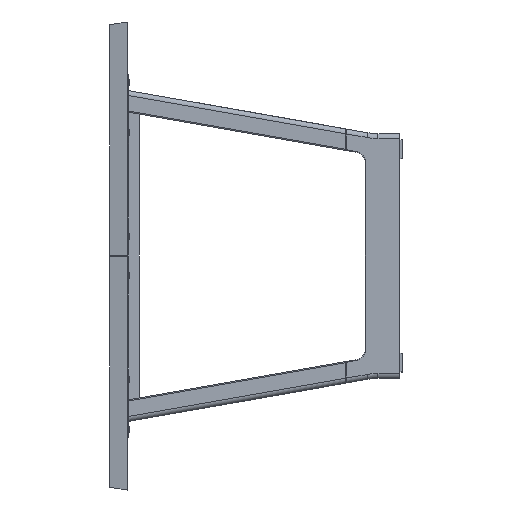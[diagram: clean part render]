
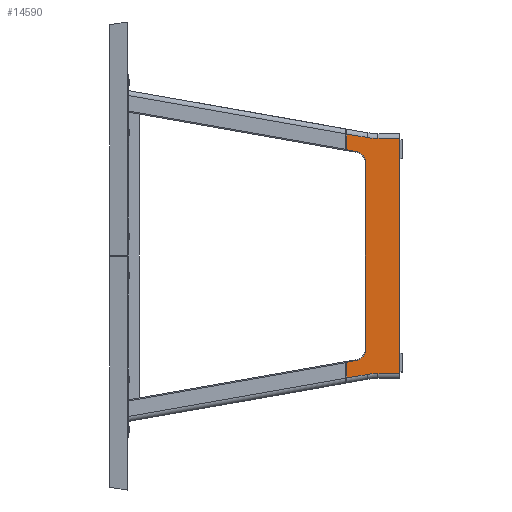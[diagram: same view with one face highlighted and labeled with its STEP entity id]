
A CAD part, left-side view. The second image highlights one B-rep face of the part: STEP entity #14590.
In plain terms, the highlighted planar face has unit normal (-1, 0, 0).
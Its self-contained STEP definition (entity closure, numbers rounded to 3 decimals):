
#224 = DIRECTION ( 'NONE',  ( 0., 0., 1. ) ) ;
#2238 = DIRECTION ( 'NONE',  ( 0., 0., -1. ) ) ;
#2767 = EDGE_CURVE ( 'NONE', #52446, #29700, #43279, .T. ) ;
#4575 = CARTESIAN_POINT ( 'NONE',  ( -1176.873, -580.904, -277.491 ) ) ;
#4594 = EDGE_CURVE ( 'NONE', #9031, #10698, #37732, .T. ) ;
#4789 = AXIS2_PLACEMENT_3D ( 'NONE', #33094, #23962, #50777 ) ;
#4984 = EDGE_CURVE ( 'NONE', #8674, #39550, #45887, .T. ) ;
#5127 = ORIENTED_EDGE ( 'NONE', *, *, #46776, .T. ) ;
#6286 = CARTESIAN_POINT ( 'NONE',  ( -1176.873, -693.663, 257.608 ) ) ;
#6420 = CARTESIAN_POINT ( 'NONE',  ( -1176.873, -729.607, -304.843 ) ) ;
#6778 = VECTOR ( 'NONE', #50354, 1000. ) ;
#7316 = EDGE_CURVE ( 'NONE', #49432, #9293, #59155, .T. ) ;
#7390 = CARTESIAN_POINT ( 'NONE',  ( -1176.873, -700.696, 297.493 ) ) ;
#7739 = CARTESIAN_POINT ( 'NONE',  ( -1176.873, -673.231, 467.343 ) ) ;
#7974 = VECTOR ( 'NONE', #25421, 1000. ) ;
#8159 = DIRECTION ( 'NONE',  ( 1., 0., 0. ) ) ;
#8463 = CARTESIAN_POINT ( 'NONE',  ( -1176.873, -592.107, -316.64 ) ) ;
#8599 = CIRCLE ( 'NONE', #36798, 162.5 ) ;
#8674 = VERTEX_POINT ( 'NONE', #6420 ) ;
#9031 = VERTEX_POINT ( 'NONE', #29159 ) ;
#9261 = ORIENTED_EDGE ( 'NONE', *, *, #15354, .T. ) ;
#9293 = VERTEX_POINT ( 'NONE', #36743 ) ;
#9340 = DIRECTION ( 'NONE',  ( 0., 0., -1. ) ) ;
#9522 = CARTESIAN_POINT ( 'NONE',  ( -1176.873, -673.231, -304.843 ) ) ;
#9853 = VECTOR ( 'NONE', #59105, 1000. ) ;
#10060 = CARTESIAN_POINT ( 'NONE',  ( -1176.873, -592.107, -329.686 ) ) ;
#10205 = ORIENTED_EDGE ( 'NONE', *, *, #48179, .T. ) ;
#10601 = EDGE_CURVE ( 'NONE', #37223, #55907, #52548, .T. ) ;
#10643 = CARTESIAN_POINT ( 'NONE',  ( -1176.873, -730.107, -304.843 ) ) ;
#10698 = VERTEX_POINT ( 'NONE', #30292 ) ;
#11154 = EDGE_CURVE ( 'NONE', #49087, #8674, #39217, .T. ) ;
#11858 = EDGE_LOOP ( 'NONE', ( #24888, #5127, #28050, #16521, #55156, #31452, #15517, #28659, #45741, #12710, #16729, #54585, #10205, #9261 ) ) ;
#12004 = DIRECTION ( 'NONE',  ( 1., 0., 0. ) ) ;
#12710 = ORIENTED_EDGE ( 'NONE', *, *, #46096, .T. ) ;
#13102 = CARTESIAN_POINT ( 'NONE',  ( -1176.873, -645.013, 307.312 ) ) ;
#13784 = VERTEX_POINT ( 'NONE', #35368 ) ;
#14590 = ADVANCED_FACE ( 'NONE', ( #21032 ), #39299, .F. ) ;
#14812 = VECTOR ( 'NONE', #2238, 1000. ) ;
#15354 = EDGE_CURVE ( 'NONE', #40337, #49432, #8599, .T. ) ;
#15517 = ORIENTED_EDGE ( 'NONE', *, *, #4594, .T. ) ;
#16521 = ORIENTED_EDGE ( 'NONE', *, *, #18991, .T. ) ;
#16729 = ORIENTED_EDGE ( 'NONE', *, *, #11154, .T. ) ;
#17880 = CARTESIAN_POINT ( 'NONE',  ( -1176.873, -729.607, -329.686 ) ) ;
#18991 = EDGE_CURVE ( 'NONE', #55907, #52446, #39507, .T. ) ;
#19722 = CARTESIAN_POINT ( 'NONE',  ( -1176.873, -642.107, -239.848 ) ) ;
#20692 = VECTOR ( 'NONE', #38639, 1000. ) ;
#20732 = CARTESIAN_POINT ( 'NONE',  ( -1176.873, -590.107, -329.686 ) ) ;
#20935 = DIRECTION ( 'NONE',  ( 0., -0.985, 0.174 ) ) ;
#21032 = FACE_OUTER_BOUND ( 'NONE', #11858, .T. ) ;
#22512 = CARTESIAN_POINT ( 'NONE',  ( -1176.873, -673.231, 304.843 ) ) ;
#22716 = CARTESIAN_POINT ( 'NONE',  ( -1176.873, -642.107, 239.848 ) ) ;
#23192 = EDGE_CURVE ( 'NONE', #29700, #9031, #23326, .T. ) ;
#23326 = CIRCLE ( 'NONE', #26235, 32. ) ;
#23962 = DIRECTION ( 'NONE',  ( 1., 0., 0. ) ) ;
#24888 = ORIENTED_EDGE ( 'NONE', *, *, #7316, .T. ) ;
#25421 = DIRECTION ( 'NONE',  ( 0., -0.985, -0.174 ) ) ;
#26235 = AXIS2_PLACEMENT_3D ( 'NONE', #55317, #45254, #9340 ) ;
#26913 = VECTOR ( 'NONE', #20935, 1000. ) ;
#27321 = DIRECTION ( 'NONE',  ( 0., 0., -1. ) ) ;
#28050 = ORIENTED_EDGE ( 'NONE', *, *, #10601, .T. ) ;
#28330 = VECTOR ( 'NONE', #47236, 1000. ) ;
#28659 = ORIENTED_EDGE ( 'NONE', *, *, #48865, .T. ) ;
#29159 = CARTESIAN_POINT ( 'NONE',  ( -1176.873, -615.664, -271.362 ) ) ;
#29642 = VECTOR ( 'NONE', #224, 1000. ) ;
#29700 = VERTEX_POINT ( 'NONE', #19722 ) ;
#30292 = CARTESIAN_POINT ( 'NONE',  ( -1176.873, -592.107, -275.516 ) ) ;
#31452 = ORIENTED_EDGE ( 'NONE', *, *, #23192, .T. ) ;
#31764 = LINE ( 'NONE', #10060, #6778 ) ;
#33094 = CARTESIAN_POINT ( 'NONE',  ( -1176.873, -673.231, -467.343 ) ) ;
#35368 = CARTESIAN_POINT ( 'NONE',  ( -1176.873, -645.013, -307.312 ) ) ;
#36261 = VECTOR ( 'NONE', #56313, 1000. ) ;
#36743 = CARTESIAN_POINT ( 'NONE',  ( -1176.873, -592.107, 316.64 ) ) ;
#36798 = AXIS2_PLACEMENT_3D ( 'NONE', #7739, #12004, #44562 ) ;
#37223 = VERTEX_POINT ( 'NONE', #52543 ) ;
#37550 = AXIS2_PLACEMENT_3D ( 'NONE', #41624, #8159, #27321 ) ;
#37732 = LINE ( 'NONE', #4575, #36261 ) ;
#38517 = CARTESIAN_POINT ( 'NONE',  ( -1176.873, -729.607, 304.843 ) ) ;
#38639 = DIRECTION ( 'NONE',  ( 0., -1., 0. ) ) ;
#39217 = LINE ( 'NONE', #10643, #20692 ) ;
#39299 = PLANE ( 'NONE',  #48349 ) ;
#39507 = CIRCLE ( 'NONE', #37550, 32. ) ;
#39550 = VERTEX_POINT ( 'NONE', #38517 ) ;
#39756 = CIRCLE ( 'NONE', #4789, 162.5 ) ;
#40337 = VERTEX_POINT ( 'NONE', #57564 ) ;
#40504 = LINE ( 'NONE', #22512, #9853 ) ;
#41624 = CARTESIAN_POINT ( 'NONE',  ( -1176.873, -610.107, 239.848 ) ) ;
#43279 = LINE ( 'NONE', #52425, #28330 ) ;
#43929 = LINE ( 'NONE', #53688, #14812 ) ;
#44445 = VECTOR ( 'NONE', #53958, 1000. ) ;
#44562 = DIRECTION ( 'NONE',  ( 0., 0., -1. ) ) ;
#45254 = DIRECTION ( 'NONE',  ( 1., 0., 0. ) ) ;
#45741 = ORIENTED_EDGE ( 'NONE', *, *, #55174, .T. ) ;
#45887 = LINE ( 'NONE', #17880, #29642 ) ;
#46096 = EDGE_CURVE ( 'NONE', #13784, #49087, #39756, .T. ) ;
#46776 = EDGE_CURVE ( 'NONE', #9293, #37223, #31764, .T. ) ;
#47236 = DIRECTION ( 'NONE',  ( 0., 0., -1. ) ) ;
#48179 = EDGE_CURVE ( 'NONE', #39550, #40337, #40504, .T. ) ;
#48349 = AXIS2_PLACEMENT_3D ( 'NONE', #20732, #48743, #53331 ) ;
#48743 = DIRECTION ( 'NONE',  ( 1., 0., 0. ) ) ;
#48865 = EDGE_CURVE ( 'NONE', #10698, #55297, #43929, .T. ) ;
#49087 = VERTEX_POINT ( 'NONE', #9522 ) ;
#49432 = VERTEX_POINT ( 'NONE', #13102 ) ;
#50354 = DIRECTION ( 'NONE',  ( 0., 0., -1. ) ) ;
#50777 = DIRECTION ( 'NONE',  ( 0., 0., -1. ) ) ;
#52425 = CARTESIAN_POINT ( 'NONE',  ( -1176.873, -642.107, -329.686 ) ) ;
#52446 = VERTEX_POINT ( 'NONE', #22716 ) ;
#52543 = CARTESIAN_POINT ( 'NONE',  ( -1176.873, -592.107, 275.516 ) ) ;
#52548 = LINE ( 'NONE', #6286, #7974 ) ;
#53232 = CARTESIAN_POINT ( 'NONE',  ( -1176.873, -587.937, -317.376 ) ) ;
#53331 = DIRECTION ( 'NONE',  ( 0., 0., -1. ) ) ;
#53688 = CARTESIAN_POINT ( 'NONE',  ( -1176.873, -592.107, -329.686 ) ) ;
#53834 = LINE ( 'NONE', #53232, #26913 ) ;
#53958 = DIRECTION ( 'NONE',  ( 0., 0.985, 0.174 ) ) ;
#54585 = ORIENTED_EDGE ( 'NONE', *, *, #4984, .T. ) ;
#55156 = ORIENTED_EDGE ( 'NONE', *, *, #2767, .T. ) ;
#55174 = EDGE_CURVE ( 'NONE', #55297, #13784, #53834, .T. ) ;
#55297 = VERTEX_POINT ( 'NONE', #8463 ) ;
#55317 = CARTESIAN_POINT ( 'NONE',  ( -1176.873, -610.107, -239.848 ) ) ;
#55907 = VERTEX_POINT ( 'NONE', #57649 ) ;
#56313 = DIRECTION ( 'NONE',  ( 0., 0.985, -0.174 ) ) ;
#57564 = CARTESIAN_POINT ( 'NONE',  ( -1176.873, -673.231, 304.843 ) ) ;
#57649 = CARTESIAN_POINT ( 'NONE',  ( -1176.873, -615.664, 271.362 ) ) ;
#59105 = DIRECTION ( 'NONE',  ( 0., 1., 0. ) ) ;
#59155 = LINE ( 'NONE', #7390, #44445 ) ;
